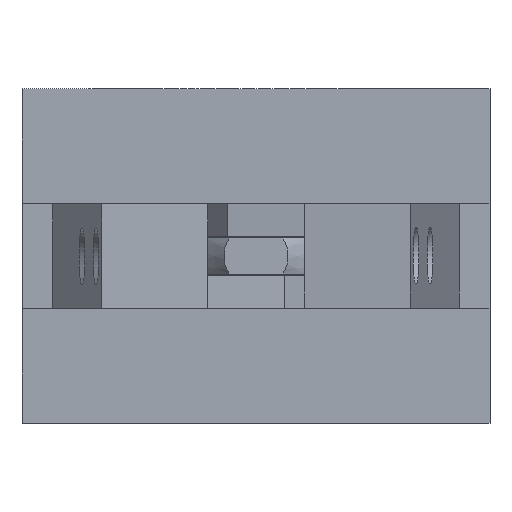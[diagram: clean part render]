
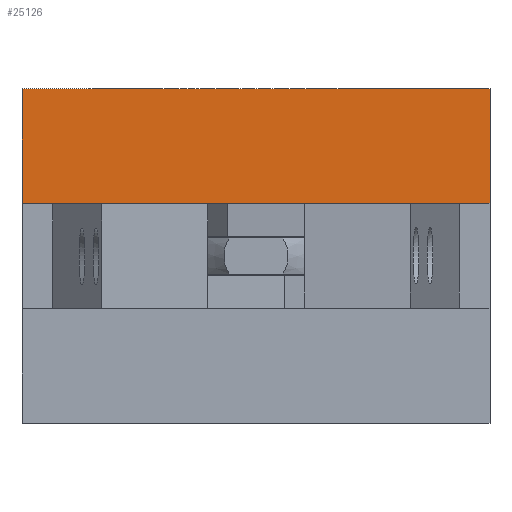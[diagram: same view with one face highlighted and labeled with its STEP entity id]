
A CAD part, front view. The second image highlights one B-rep face of the part: STEP entity #25126.
In plain terms, the highlighted planar face has unit normal (0, -1, 0).
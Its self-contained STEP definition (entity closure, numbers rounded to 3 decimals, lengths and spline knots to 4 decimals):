
#1147=PLANE($,#25889);
#2446=FACE_OUTER_BOUND($,#4001,.T.);
#4001=EDGE_LOOP($,(#22573,#22574,#22575,#22576,#22577,#22578));
#4944=LINE($,#33765,#6787);
#5962=LINE($,#49402,#7805);
#6014=LINE($,#49736,#7857);
#6015=LINE($,#49739,#7858);
#6076=LINE($,#50090,#7919);
#6077=LINE($,#50091,#7920);
#6787=VECTOR($,#27243,3.5);
#7805=VECTOR($,#28811,1.1851);
#7857=VECTOR($,#28973,0.3627);
#7858=VECTOR($,#28976,1.9522);
#7919=VECTOR($,#29153,0.855);
#7920=VECTOR($,#29154,0.855);
#10154=VERTEX_POINT($,#33759);
#10156=VERTEX_POINT($,#33763);
#11727=VERTEX_POINT($,#49400);
#11728=VERTEX_POINT($,#49401);
#11787=VERTEX_POINT($,#49734);
#11788=VERTEX_POINT($,#49738);
#12936=EDGE_CURVE($,#10154,#10156,#4944,.T.);
#15311=EDGE_CURVE($,#11727,#11728,#5962,.T.);
#15389=EDGE_CURVE($,#11728,#11787,#6014,.T.);
#15390=EDGE_CURVE($,#11788,#11727,#6015,.T.);
#15477=EDGE_CURVE($,#10154,#11787,#6076,.T.);
#15478=EDGE_CURVE($,#10156,#11788,#6077,.T.);
#22573=ORIENTED_EDGE($,*,*,#15390,.T.);
#22574=ORIENTED_EDGE($,*,*,#15311,.T.);
#22575=ORIENTED_EDGE($,*,*,#15389,.T.);
#22576=ORIENTED_EDGE($,*,*,#15477,.F.);
#22577=ORIENTED_EDGE($,*,*,#12936,.T.);
#22578=ORIENTED_EDGE($,*,*,#15478,.T.);
#25126=ADVANCED_FACE($,(#2446),#1147,.T.);
#25889=AXIS2_PLACEMENT_3D($,#50089,#29151,#29152);
#27243=DIRECTION($,(-1.,0.,0.));
#28811=DIRECTION($,(1.,0.,0.));
#28973=DIRECTION($,(1.,0.,0.));
#28976=DIRECTION($,(1.,0.,0.));
#29151=DIRECTION('center_axis',(0.,-1.,0.));
#29152=DIRECTION('ref_axis',(0.,0.,-1.));
#29153=DIRECTION($,(0.,0.,-1.));
#29154=DIRECTION($,(0.,0.,-1.));
#33759=CARTESIAN_POINT('',(1.75,-2.95,1.25));
#33763=CARTESIAN_POINT('',(-1.75,-2.95,1.25));
#33765=CARTESIAN_POINT($,(1.75,-2.95,1.25));
#49400=CARTESIAN_POINT('',(0.2022,-2.95,0.395));
#49401=CARTESIAN_POINT('',(1.3873,-2.95,0.395));
#49402=CARTESIAN_POINT($,(0.2022,-2.95,0.395));
#49734=CARTESIAN_POINT('',(1.75,-2.95,0.395));
#49736=CARTESIAN_POINT($,(1.3873,-2.95,0.395));
#49738=CARTESIAN_POINT('',(-1.75,-2.95,0.395));
#49739=CARTESIAN_POINT($,(-1.75,-2.95,0.395));
#50089=CARTESIAN_POINT('Origin',(1.75,-2.95,0.));
#50090=CARTESIAN_POINT($,(1.75,-2.95,1.25));
#50091=CARTESIAN_POINT($,(-1.75,-2.95,1.25));
